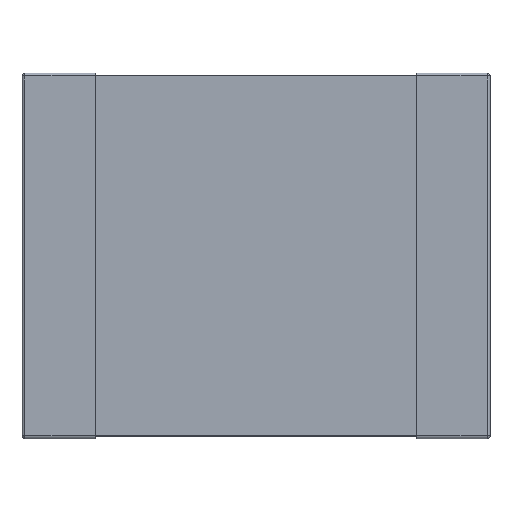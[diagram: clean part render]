
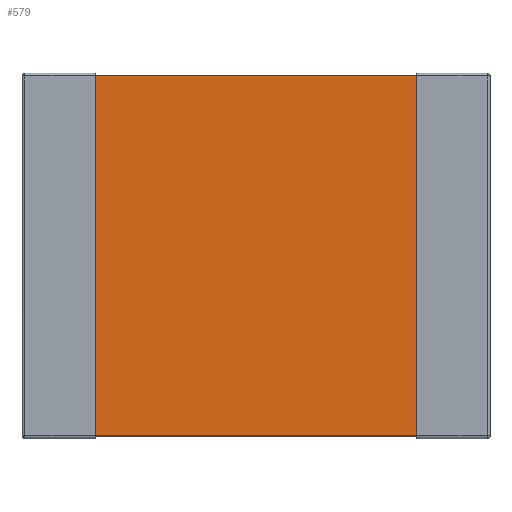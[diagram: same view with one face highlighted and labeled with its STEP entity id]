
A CAD part, top view. The second image highlights one B-rep face of the part: STEP entity #579.
In plain terms, the highlighted planar face has unit normal (0, 0, 1).
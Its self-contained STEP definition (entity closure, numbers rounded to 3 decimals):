
#391 = EDGE_CURVE('',#392,#394,#396,.T.);
#392 = VERTEX_POINT('',#393);
#393 = CARTESIAN_POINT('',(-1.1,-1.23,0.9));
#394 = VERTEX_POINT('',#395);
#395 = CARTESIAN_POINT('',(-1.1,1.23,0.9));
#396 = B_SPLINE_CURVE_WITH_KNOTS('',1,(#397,#398),.UNSPECIFIED.,.F.,.F.,
  (2,2),(0.,1.),.PIECEWISE_BEZIER_KNOTS.);
#397 = CARTESIAN_POINT('',(-1.1,-1.23,0.9));
#398 = CARTESIAN_POINT('',(-1.1,1.23,0.9));
#579 = ADVANCED_FACE('',(#580),#602,.T.);
#580 = FACE_BOUND('',#581,.T.);
#581 = EDGE_LOOP('',(#582,#589,#596,#601));
#582 = ORIENTED_EDGE('',*,*,#583,.F.);
#583 = EDGE_CURVE('',#584,#392,#586,.T.);
#584 = VERTEX_POINT('',#585);
#585 = CARTESIAN_POINT('',(1.1,-1.23,0.9));
#586 = B_SPLINE_CURVE_WITH_KNOTS('',1,(#587,#588),.UNSPECIFIED.,.F.,.F.,
  (2,2),(0.,1.),.PIECEWISE_BEZIER_KNOTS.);
#587 = CARTESIAN_POINT('',(1.1,-1.23,0.9));
#588 = CARTESIAN_POINT('',(-1.1,-1.23,0.9));
#589 = ORIENTED_EDGE('',*,*,#590,.F.);
#590 = EDGE_CURVE('',#591,#584,#593,.T.);
#591 = VERTEX_POINT('',#592);
#592 = CARTESIAN_POINT('',(1.1,1.23,0.9));
#593 = B_SPLINE_CURVE_WITH_KNOTS('',1,(#594,#595),.UNSPECIFIED.,.F.,.F.,
  (2,2),(-1.,0.),.PIECEWISE_BEZIER_KNOTS.);
#594 = CARTESIAN_POINT('',(1.1,1.23,0.9));
#595 = CARTESIAN_POINT('',(1.1,-1.23,0.9));
#596 = ORIENTED_EDGE('',*,*,#597,.F.);
#597 = EDGE_CURVE('',#394,#591,#598,.T.);
#598 = B_SPLINE_CURVE_WITH_KNOTS('',1,(#599,#600),.UNSPECIFIED.,.F.,.F.,
  (2,2),(-1.,0.),.PIECEWISE_BEZIER_KNOTS.);
#599 = CARTESIAN_POINT('',(-1.1,1.23,0.9));
#600 = CARTESIAN_POINT('',(1.1,1.23,0.9));
#601 = ORIENTED_EDGE('',*,*,#391,.F.);
#602 = PLANE('',#603);
#603 = AXIS2_PLACEMENT_3D('',#604,#605,#606);
#604 = CARTESIAN_POINT('',(-1.1,1.23,0.9));
#605 = DIRECTION('',(0.,0.,1.));
#606 = DIRECTION('',(1.,0.,0.));
